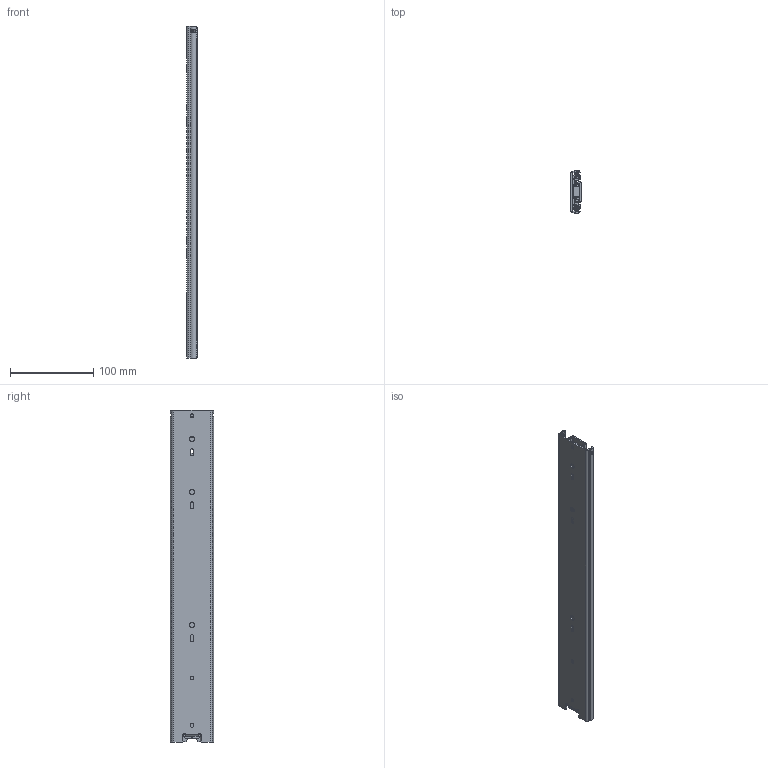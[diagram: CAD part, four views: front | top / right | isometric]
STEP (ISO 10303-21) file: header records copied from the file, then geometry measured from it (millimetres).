
FILE_DESCRIPTION (( 'STEP AP214' ), '1' );
FILE_NAME ('FR_5052.0400mm_0016inch_closed.STEP', '2022-10-12T05:10:12', ( '' ), ( '' ), 'SwSTEP 2.0', 'SolidWorks 2020', '' );
FILE_SCHEMA (( 'AUTOMOTIVE_DESIGN' ));
Length unit declared in the file: millimetre
Products named in the file (12): 5052.XXX-01.T005_NL  400; 5052.XXX-03.T005_NL  400; FR5052 TRIGGER; FR 5052 TRIGGER RIVET; 5052.XXX-02.T005_NL  400; FR_5052.0400mm_0016inch_closed; FR 5052 MIDDLE RIVET; FR 5052 DETENT; FR5052 MIDDLE STOP
Assembly tree (11 placements, depth 3):
  FR_5052.0400mm_0016inch_closed
    5052.XXX-01.T005_NL  400
      5052.XXX-01.T005_NL  400
      FR 5052 DETENT
    5052.XXX-03.T005_NL  400
      5052.XXX-03.T005_NL  400
      FR5052 TRIGGER
      FR 5052 TRIGGER RIVET
    5052.XXX-02.T005_NL  400
      5052.XXX-02.T005_NL  400
      FR5052 MIDDLE STOP
      FR 5052 MIDDLE RIVET
Bounding box: 12.9 x 51.89 x 400 mm (x, y, z)
Volume: 114660.6 mm3; surface area: 142660.5 mm2
Topology: 8 solids, 8 shells, 896 faces, 2376 edges, 1479 vertices
Faces by surface type: cylinder 419, plane 395, bspline 32, torus 30, cone 18, sphere 2
Entity records: 30450 total; most frequent: CARTESIAN_POINT 7853, ORIENTED_EDGE 4746, DIRECTION 4609, EDGE_CURVE 2373, AXIS2_PLACEMENT_3D 1673, VERTEX_POINT 1480, LINE 1263, VECTOR 1263
